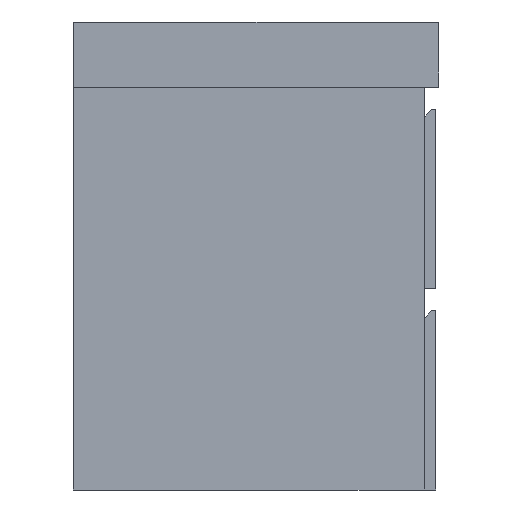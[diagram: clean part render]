
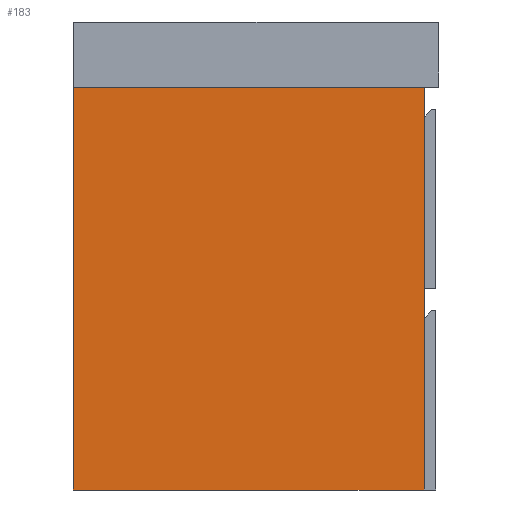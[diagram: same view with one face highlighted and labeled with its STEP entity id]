
A CAD part, left-side view. The second image highlights one B-rep face of the part: STEP entity #183.
In plain terms, the highlighted planar face has unit normal (-1, 0, 0).
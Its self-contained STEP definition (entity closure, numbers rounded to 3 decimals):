
#183=ADVANCED_FACE('',(#256),#1099,.T.);
#256=FACE_OUTER_BOUND('',#329,.T.);
#329=EDGE_LOOP('',(#500,#501,#502,#503));
#500=ORIENTED_EDGE('',*,*,#744,.F.);
#501=ORIENTED_EDGE('',*,*,#731,.T.);
#502=ORIENTED_EDGE('',*,*,#742,.T.);
#503=ORIENTED_EDGE('',*,*,#743,.F.);
#731=EDGE_CURVE('',#1009,#1008,#882,.T.);
#742=EDGE_CURVE('',#1008,#1016,#893,.T.);
#743=EDGE_CURVE('',#1017,#1016,#894,.T.);
#744=EDGE_CURVE('',#1009,#1017,#895,.T.);
#882=B_SPLINE_CURVE_WITH_KNOTS('',1,(#1927,#1928),.UNSPECIFIED.,.F.,.F.,
(2,2),(-550.,0.),.UNSPECIFIED.);
#893=B_SPLINE_CURVE_WITH_KNOTS('',1,(#1949,#1950),.UNSPECIFIED.,.F.,.F.,
(2,2),(-480.,0.),.UNSPECIFIED.);
#894=B_SPLINE_CURVE_WITH_KNOTS('',1,(#1951,#1952),.UNSPECIFIED.,.F.,.F.,
(2,2),(-550.,0.),.UNSPECIFIED.);
#895=B_SPLINE_CURVE_WITH_KNOTS('',1,(#1953,#1954),.UNSPECIFIED.,.F.,.F.,
(2,2),(-480.,0.),.UNSPECIFIED.);
#1008=VERTEX_POINT('',#1907);
#1009=VERTEX_POINT('',#1908);
#1016=VERTEX_POINT('',#1915);
#1017=VERTEX_POINT('',#1916);
#1099=PLANE('',#1293);
#1293=AXIS2_PLACEMENT_3D('',#1896,#1381,$);
#1381=DIRECTION('',(-1.,0.,0.));
#1896=CARTESIAN_POINT('',(-744.,-330.,528.));
#1907=CARTESIAN_POINT('',(-744.,275.,480.));
#1908=CARTESIAN_POINT('',(-744.,-275.,480.));
#1915=CARTESIAN_POINT('',(-744.,275.,0.));
#1916=CARTESIAN_POINT('',(-744.,-275.,0.));
#1927=CARTESIAN_POINT('',(-744.,-275.,480.));
#1928=CARTESIAN_POINT('',(-744.,275.,480.));
#1949=CARTESIAN_POINT('',(-744.,275.,480.));
#1950=CARTESIAN_POINT('',(-744.,275.,0.));
#1951=CARTESIAN_POINT('',(-744.,-275.,0.));
#1952=CARTESIAN_POINT('',(-744.,275.,0.));
#1953=CARTESIAN_POINT('',(-744.,-275.,480.));
#1954=CARTESIAN_POINT('',(-744.,-275.,0.));
